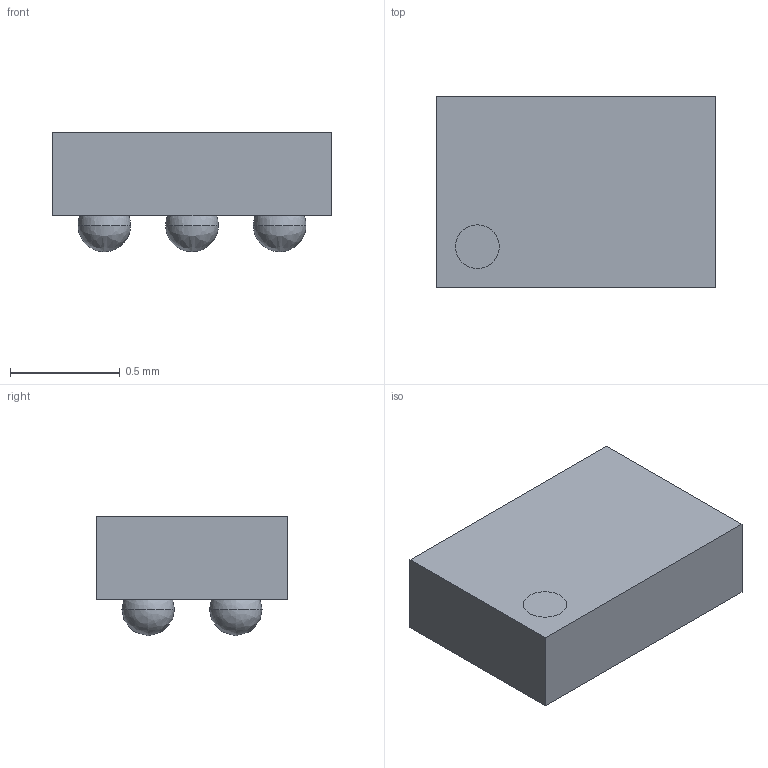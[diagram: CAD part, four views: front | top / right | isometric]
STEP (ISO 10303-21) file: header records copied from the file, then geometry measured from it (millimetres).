
FILE_DESCRIPTION (( 'STEP AP214' ), '1' );
FILE_NAME ('User Library-dsbga_12.STEP', '2015-04-12T18:41:13', ( 'Windows User' ), ( '' ), 'SwSTEP 2.0', 'SolidWorks 2015', '' );
FILE_SCHEMA (( 'AUTOMOTIVE_DESIGN' ));
Length unit declared in the file: millimetre
Products named in the file (8): User Library-dsbga_12_Cylinder; User Library-dsbga_12_Free-Models; User Library-dsbga_12_582412080; User Library-dsbga_12; User Library-dsbga_12_Extruded; User Library-dsbga_12_582294864; User Library-dsbga_12_Sphere; User Library-dsbga_12_582411960
Assembly tree (12 placements, depth 4):
  User Library-dsbga_12
    User Library-dsbga_12_Free-Models
      User Library-dsbga_12_582294864
        User Library-dsbga_12_Extruded
      User Library-dsbga_12_582411960  x6
        User Library-dsbga_12_Sphere
      User Library-dsbga_12_582412080
        User Library-dsbga_12_Cylinder
Bounding box: 1.27 x 0.87 x 0.55 mm (x, y, z)
Volume: 0.5 mm3; surface area: 5.2 mm2
Topology: 8 solids, 8 shells, 22 faces, 54 edges, 24 vertices
Faces by surface type: bspline 12, plane 8, cylinder 2
Entity records: 738 total; most frequent: CARTESIAN_POINT 95, DIRECTION 84, ORIENTED_EDGE 40, AXIS2_PLACEMENT_3D 35, UNCERTAINTY_MEASURE_WITH_UNIT 26, PRODUCT_DEFINITION_SHAPE 20, EDGE_CURVE 20, PRESENTATION_STYLE_ASSIGNMENT 18
